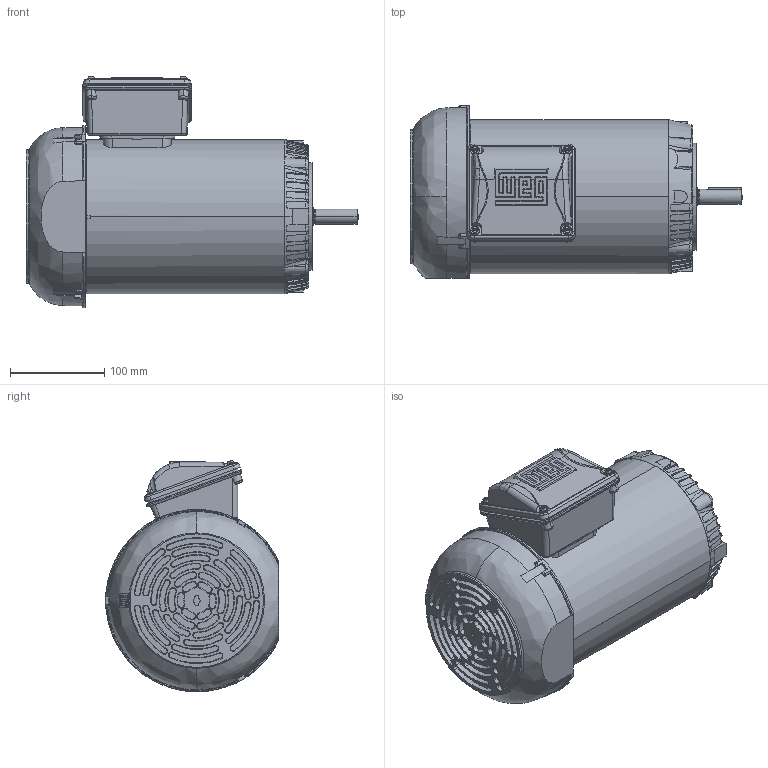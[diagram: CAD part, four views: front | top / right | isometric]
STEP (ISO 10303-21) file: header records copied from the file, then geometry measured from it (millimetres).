
FILE_DESCRIPTION (( 'STEP AP214' ), '1' );
FILE_NAME ('56C_3PH_TEFC_GP_13898_FL fxt.STEP', '2022-10-05T18:20:51', ( '' ), ( '' ), 'SwSTEP 2.0', 'SolidWorks 2021', '' );
FILE_SCHEMA (( 'AUTOMOTIVE_DESIGN' ));
Length unit declared in the file: inch
Products named in the file (1): 56C_3PH_TEFC_GP_13898_FL fxt
Bounding box: 353.1 x 184.17 x 246.39 mm (x, y, z)
Volume: 7097557.3 mm3; surface area: 411146.3 mm2
Topology: 13 solids, 29 shells, 1286 faces, 3361 edges, 2182 vertices
Faces by surface type: plane 476, cone 322, cylinder 275, bspline 213
Entity records: 48333 total; most frequent: CARTESIAN_POINT 19337, ORIENTED_EDGE 6688, DIRECTION 5151, EDGE_CURVE 3344, VERTEX_POINT 2182, AXIS2_PLACEMENT_3D 1957, EDGE_LOOP 1352, FACE_OUTER_BOUND 1286
